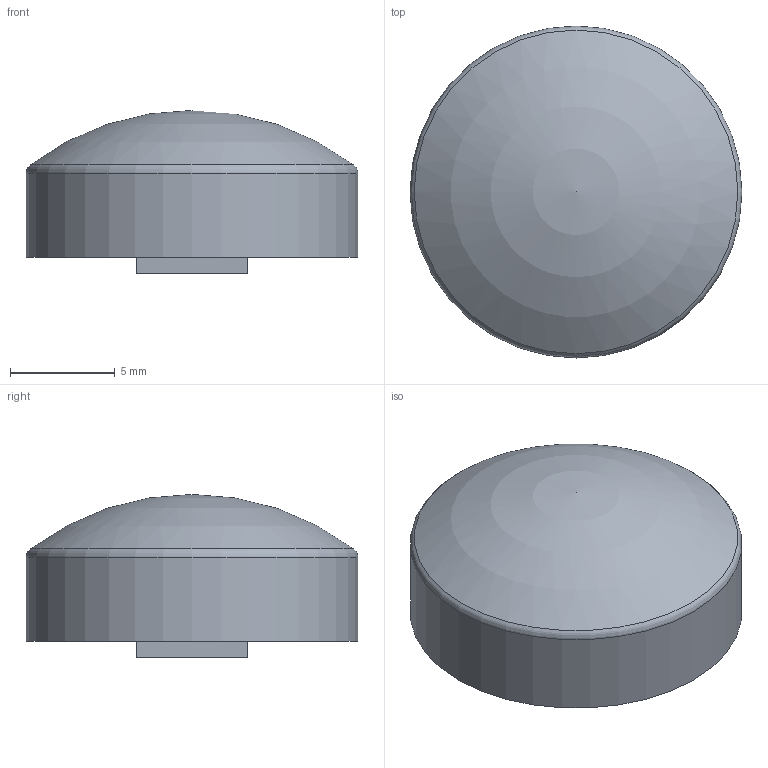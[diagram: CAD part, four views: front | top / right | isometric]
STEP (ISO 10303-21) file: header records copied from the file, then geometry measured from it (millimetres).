
FILE_DESCRIPTION(/* description */ ('.09 BLACK CAP'),/* implementation_level */ '2;1');
FILE_NAME(/* name */ '320.09BLK.stp',/* time_stamp */ '2020-05-12T10:41:31-05:00',/* author */ ('mwilliams'),/* organization */ (''),/* preprocessor_version */ 'ST-DEVELOPER v17.2',/* originating_system */ 'Autodesk Inventor 2019',/* authorisation */ '');
FILE_SCHEMA (('AUTOMOTIVE_DESIGN { 1 0 10303 214 3 1 1 }'));
Length unit declared in the file: millimetre
Products named in the file (1): B099461
Bounding box: 15.88 x 15.88 x 7.8 mm (x, y, z)
Volume: 709.5 mm3; surface area: 1016.6 mm2
Topology: 1 solids, 1 shells, 95 faces, 214 edges, 123 vertices
Faces by surface type: cylinder 29, plane 23, sphere 22, torus 21
Full cylindrical faces by diameter (mm): 15.875 x1
Entity records: 2714 total; most frequent: DIRECTION 525, CARTESIAN_POINT 478, ORIENTED_EDGE 426, AXIS2_PLACEMENT_3D 220, EDGE_CURVE 213, VERTEX_POINT 123, CIRCLE 116, EDGE_LOOP 98
